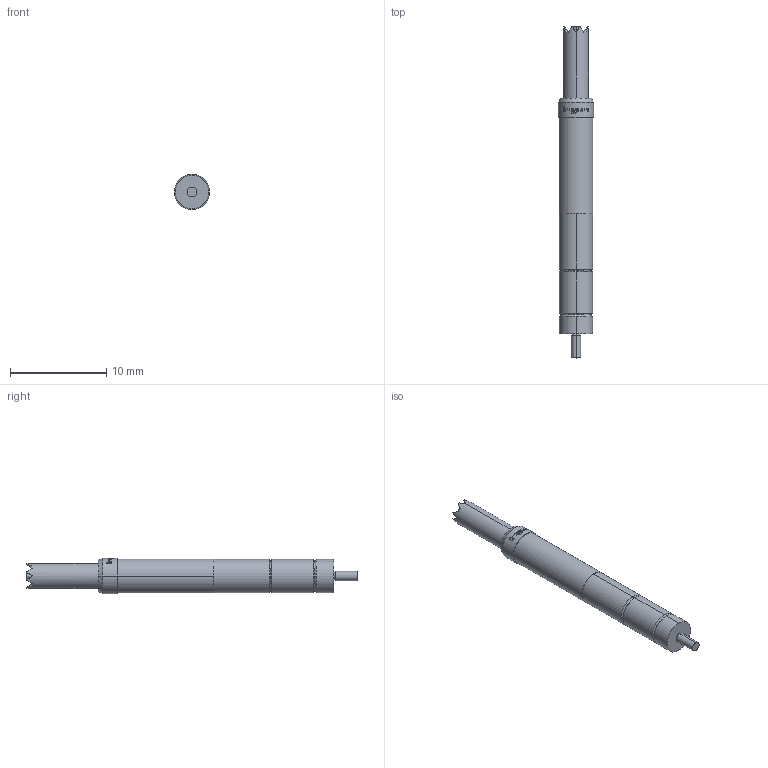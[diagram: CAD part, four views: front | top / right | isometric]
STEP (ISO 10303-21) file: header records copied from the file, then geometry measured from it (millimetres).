
FILE_DESCRIPTION (( 'STEP AP203' ), '1' );
FILE_NAME ('INGUN_HFS-110_302_050_A_xx06_B.STEP', '2022-04-27T12:22:59', ( 'ochi' ), ( '' ), 'SwSTEP 2.0', 'SolidWorks 2018', '' );
FILE_SCHEMA (( 'CONFIG_CONTROL_DESIGN' ));
Length unit declared in the file: millimetre
Products named in the file (1): INGUN_HFS-110_302_050_A_xx06_B
Bounding box: 3.65 x 34.5 x 3.65 mm (x, y, z)
Volume: 273.1 mm3; surface area: 364.3 mm2
Topology: 1 solids, 1 shells, 153 faces, 376 edges, 236 vertices
Faces by surface type: plane 62, bspline 55, cylinder 24, torus 10, cone 2
Entity records: 5520 total; most frequent: CARTESIAN_POINT 2502, ORIENTED_EDGE 752, DIRECTION 386, EDGE_CURVE 376, VERTEX_POINT 236, B_SPLINE_CURVE_WITH_KNOTS 186, EDGE_LOOP 164, AXIS2_PLACEMENT_3D 153
